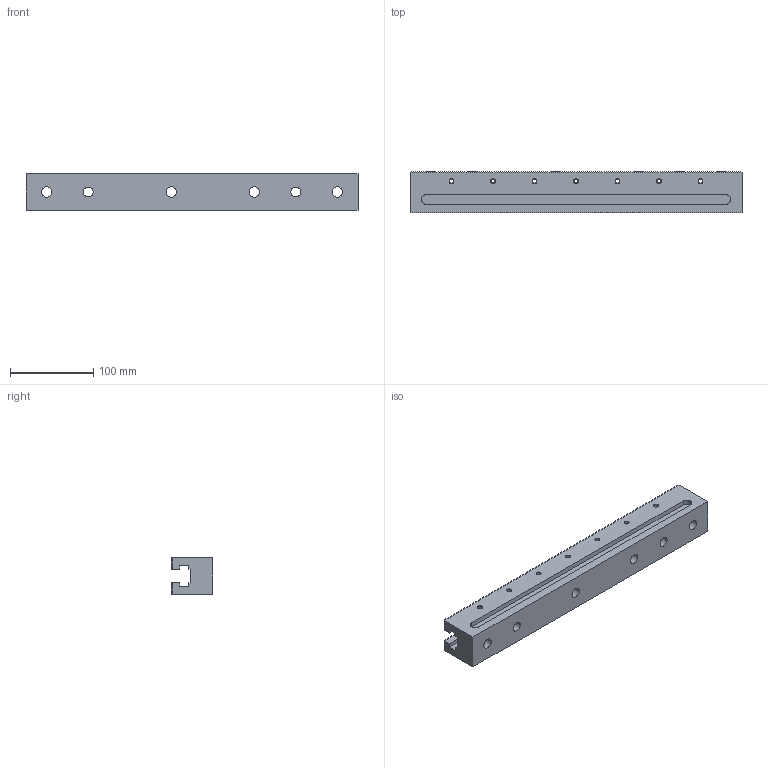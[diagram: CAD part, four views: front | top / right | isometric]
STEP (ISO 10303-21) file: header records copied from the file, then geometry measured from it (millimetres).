
FILE_DESCRIPTION(('STEP AP214'),'1');
FILE_NAME('HALDERV_EH_1585_400.stp','2017-08-30T11:17:29',('TraceParts'),('TraceParts S.A.'),'Spatial InterOp 3D',' ',' ');
FILE_SCHEMA(('automotive_design'));
Length unit declared in the file: millimetre
Products named in the file (1): HALDERV_EH_1585_400
Bounding box: 400 x 50 x 44 mm (x, y, z)
Volume: 593612.7 mm3; surface area: 124765.3 mm2
Topology: 1 solids, 1 shells, 812 faces, 2438 edges, 1616 vertices
Faces by surface type: plane 712, cylinder 72, cone 28
Entity records: 33702 total; most frequent: ORIENTED_EDGE 4876, CARTESIAN_POINT 4867, DIRECTION 4396, EDGE_CURVE 2438, LINE 2106, VECTOR 2106, VERTEX_POINT 1616, AXIS2_PLACEMENT_3D 1145
